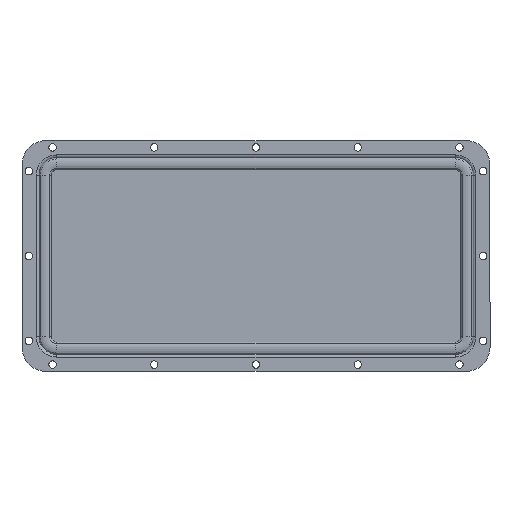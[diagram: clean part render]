
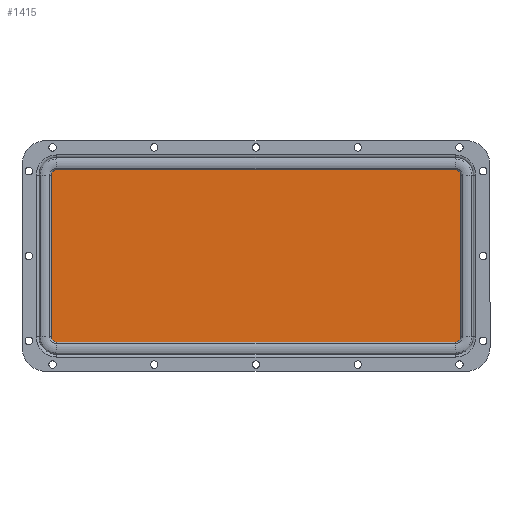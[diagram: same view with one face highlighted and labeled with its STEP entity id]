
A CAD part, top view. The second image highlights one B-rep face of the part: STEP entity #1415.
In plain terms, the highlighted planar face has unit normal (0, 0, 1).
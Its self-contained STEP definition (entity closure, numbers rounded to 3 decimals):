
#48 = LINE ( 'NONE', #3296, #2101 ) ;
#145 = CARTESIAN_POINT ( 'NONE',  ( 147., -69.992, -1.7 ) ) ;
#249 = LINE ( 'NONE', #3895, #641 ) ;
#372 = EDGE_CURVE ( 'NONE', #3599, #3604, #249, .T. ) ;
#420 = DIRECTION ( 'NONE',  ( -1., 0., 0. ) ) ;
#475 = EDGE_CURVE ( 'NONE', #1154, #951, #48, .T. ) ;
#491 = DIRECTION ( 'NONE',  ( 0., 0., -1. ) ) ;
#494 = EDGE_CURVE ( 'NONE', #1381, #2559, #2397, .T. ) ;
#507 = ORIENTED_EDGE ( 'NONE', *, *, #494, .F. ) ;
#586 = ORIENTED_EDGE ( 'NONE', *, *, #372, .F. ) ;
#599 = ORIENTED_EDGE ( 'NONE', *, *, #3270, .F. ) ;
#605 = VECTOR ( 'NONE', #420, 1000. ) ;
#641 = VECTOR ( 'NONE', #1403, 1000. ) ;
#702 = AXIS2_PLACEMENT_3D ( 'NONE', #3704, #1878, #2824 ) ;
#802 = DIRECTION ( 'NONE',  ( -1., 0., 0. ) ) ;
#809 = DIRECTION ( 'NONE',  ( 0., 0., -1. ) ) ;
#830 = CIRCLE ( 'NONE', #702, 10.492 ) ;
#873 = CARTESIAN_POINT ( 'NONE',  ( 147., -69.992, -1.7 ) ) ;
#899 = VECTOR ( 'NONE', #2156, 1000. ) ;
#933 = AXIS2_PLACEMENT_3D ( 'NONE', #3552, #809, #2025 ) ;
#945 = CARTESIAN_POINT ( 'NONE',  ( -157.492, -59.5, -1.7 ) ) ;
#951 = VERTEX_POINT ( 'NONE', #1226 ) ;
#1012 = CARTESIAN_POINT ( 'NONE',  ( -157.492, -59.5, -1.7 ) ) ;
#1032 = EDGE_CURVE ( 'NONE', #3542, #1381, #3116, .T. ) ;
#1060 = EDGE_CURVE ( 'NONE', #3604, #1598, #830, .T. ) ;
#1096 = DIRECTION ( 'NONE',  ( 0., 0., -1. ) ) ;
#1154 = VERTEX_POINT ( 'NONE', #1453 ) ;
#1226 = CARTESIAN_POINT ( 'NONE',  ( -147., 69.992, -1.7 ) ) ;
#1244 = AXIS2_PLACEMENT_3D ( 'NONE', #1768, #491, #2916 ) ;
#1286 = ORIENTED_EDGE ( 'NONE', *, *, #3091, .F. ) ;
#1381 = VERTEX_POINT ( 'NONE', #1012 ) ;
#1393 = CARTESIAN_POINT ( 'NONE',  ( 147., 59.5, -1.7 ) ) ;
#1403 = DIRECTION ( 'NONE',  ( 0., -1., 0. ) ) ;
#1406 = PLANE ( 'NONE',  #1244 ) ;
#1415 = ADVANCED_FACE ( 'NONE', ( #3519 ), #1406, .F. ) ;
#1453 = CARTESIAN_POINT ( 'NONE',  ( 147., 69.992, -1.7 ) ) ;
#1485 = CARTESIAN_POINT ( 'NONE',  ( -147., -69.992, -1.7 ) ) ;
#1556 = ORIENTED_EDGE ( 'NONE', *, *, #1060, .F. ) ;
#1598 = VERTEX_POINT ( 'NONE', #873 ) ;
#1701 = CIRCLE ( 'NONE', #933, 10.492 ) ;
#1768 = CARTESIAN_POINT ( 'NONE',  ( 147., 69.992, -1.7 ) ) ;
#1811 = CIRCLE ( 'NONE', #3015, 10.492 ) ;
#1878 = DIRECTION ( 'NONE',  ( 0., 0., -1. ) ) ;
#1914 = AXIS2_PLACEMENT_3D ( 'NONE', #3426, #1933, #3143 ) ;
#1930 = EDGE_CURVE ( 'NONE', #2559, #951, #1701, .T. ) ;
#1933 = DIRECTION ( 'NONE',  ( 0., 0., -1. ) ) ;
#2025 = DIRECTION ( 'NONE',  ( -1., 0., 0. ) ) ;
#2101 = VECTOR ( 'NONE', #3674, 1000. ) ;
#2156 = DIRECTION ( 'NONE',  ( 0., 1., 0. ) ) ;
#2184 = CARTESIAN_POINT ( 'NONE',  ( -157.492, 59.5, -1.7 ) ) ;
#2397 = LINE ( 'NONE', #945, #899 ) ;
#2559 = VERTEX_POINT ( 'NONE', #2184 ) ;
#2643 = ORIENTED_EDGE ( 'NONE', *, *, #475, .T. ) ;
#2824 = DIRECTION ( 'NONE',  ( -1., 0., 0. ) ) ;
#2868 = LINE ( 'NONE', #145, #605 ) ;
#2916 = DIRECTION ( 'NONE',  ( 0., 1., 0. ) ) ;
#3015 = AXIS2_PLACEMENT_3D ( 'NONE', #1393, #1096, #802 ) ;
#3079 = EDGE_LOOP ( 'NONE', ( #2643, #3549, #507, #3513, #599, #1556, #586, #1286 ) ) ;
#3091 = EDGE_CURVE ( 'NONE', #1154, #3599, #1811, .T. ) ;
#3116 = CIRCLE ( 'NONE', #1914, 10.492 ) ;
#3143 = DIRECTION ( 'NONE',  ( -1., 0., 0. ) ) ;
#3270 = EDGE_CURVE ( 'NONE', #1598, #3542, #2868, .T. ) ;
#3296 = CARTESIAN_POINT ( 'NONE',  ( 147., 69.992, -1.7 ) ) ;
#3342 = CARTESIAN_POINT ( 'NONE',  ( 157.492, -59.5, -1.7 ) ) ;
#3426 = CARTESIAN_POINT ( 'NONE',  ( -147., -59.5, -1.7 ) ) ;
#3513 = ORIENTED_EDGE ( 'NONE', *, *, #1032, .F. ) ;
#3519 = FACE_OUTER_BOUND ( 'NONE', #3079, .T. ) ;
#3542 = VERTEX_POINT ( 'NONE', #1485 ) ;
#3549 = ORIENTED_EDGE ( 'NONE', *, *, #1930, .F. ) ;
#3552 = CARTESIAN_POINT ( 'NONE',  ( -147., 59.5, -1.7 ) ) ;
#3599 = VERTEX_POINT ( 'NONE', #3940 ) ;
#3604 = VERTEX_POINT ( 'NONE', #3342 ) ;
#3674 = DIRECTION ( 'NONE',  ( -1., 0., 0. ) ) ;
#3704 = CARTESIAN_POINT ( 'NONE',  ( 147., -59.5, -1.7 ) ) ;
#3895 = CARTESIAN_POINT ( 'NONE',  ( 157.492, 59.5, -1.7 ) ) ;
#3940 = CARTESIAN_POINT ( 'NONE',  ( 157.492, 59.5, -1.7 ) ) ;
